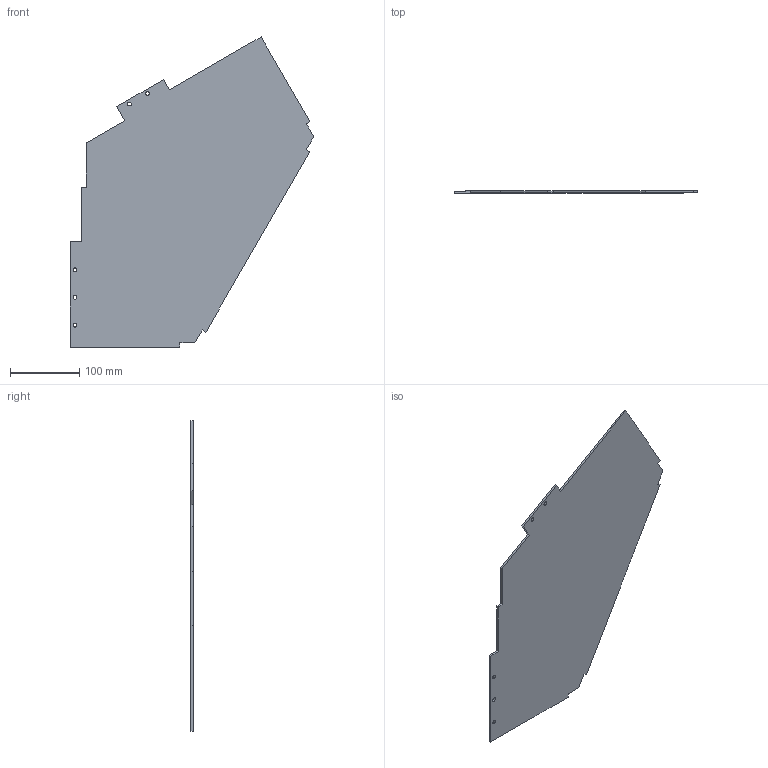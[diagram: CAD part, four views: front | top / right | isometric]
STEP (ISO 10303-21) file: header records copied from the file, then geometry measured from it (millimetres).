
FILE_DESCRIPTION(/* description */ (''),/* implementation_level */ '2;1');
FILE_NAME(/* name */ 'Acrylic_bottom.stp',/* time_stamp */ '2020-03-12T11:57:43-07:00',/* author */ ('Jorian Bruslind'),/* organization */ (''),/* preprocessor_version */ 'ST-DEVELOPER v17.2',/* originating_system */ 'Autodesk Inventor 2019',/* authorisation */ '');
FILE_SCHEMA (('AUTOMOTIVE_DESIGN { 1 0 10303 214 3 1 1 }'));
Length unit declared in the file: millimetre
Products named in the file (1): Acrylic_bottom
Bounding box: 350.95 x 3 x 446.71 mm (x, y, z)
Volume: 309172.2 mm3; surface area: 210456.9 mm2
Topology: 1 solids, 1 shells, 28 faces, 83 edges, 62 vertices
Faces by surface type: plane 23, cylinder 5
Full cylindrical faces by diameter (mm): 5.5 x5
Entity records: 990 total; most frequent: CARTESIAN_POINT 169, ORIENTED_EDGE 156, DIRECTION 146, EDGE_CURVE 78, LINE 68, VECTOR 68, VERTEX_POINT 52, AXIS2_PLACEMENT_3D 39
